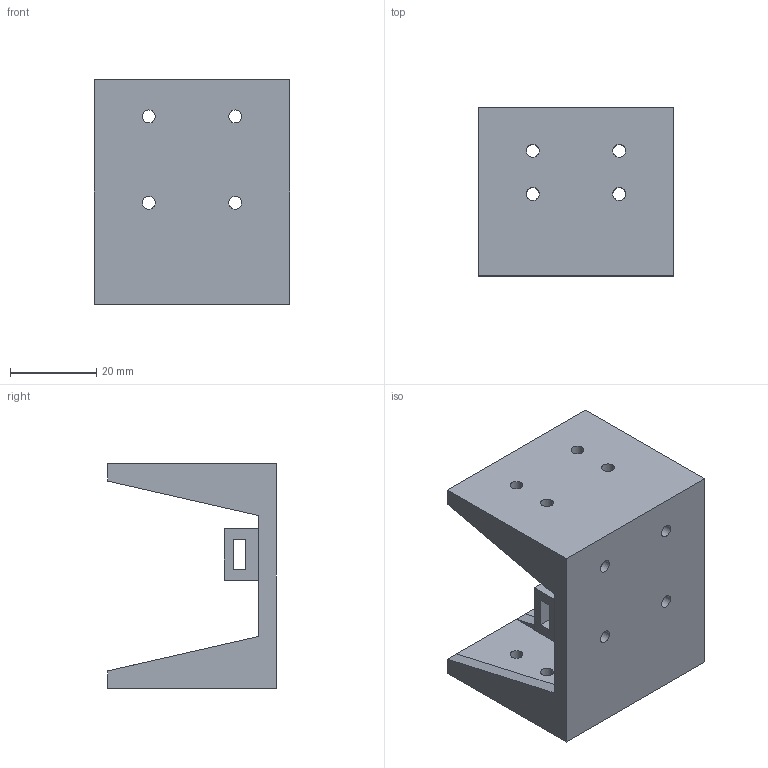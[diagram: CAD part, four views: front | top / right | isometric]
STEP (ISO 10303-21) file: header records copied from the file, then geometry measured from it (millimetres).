
FILE_DESCRIPTION(/* description */ (''),/* implementation_level */ '2;1');
FILE_NAME(/* name */ 'X Carriage.step',/* time_stamp */ '2019-08-10T08:15:06+02:00',/* author */ (''),/* organization */ (''),/* preprocessor_version */ 'ST-DEVELOPER v18',/* originating_system */ 'Autodesk Translation Framework v8.2.0.1029',/* authorisation */ '');
FILE_SCHEMA (('AUTOMOTIVE_DESIGN { 1 0 10303 214 3 1 1 }'));
Length unit declared in the file: millimetre
Products named in the file (1): X Carriage
Bounding box: 45.4 x 39 x 52 mm (x, y, z)
Volume: 25153.4 mm3; surface area: 15082 mm2
Topology: 1 solids, 1 shells, 72 faces, 188 edges, 124 vertices
Faces by surface type: plane 56, cylinder 16
Full cylindrical faces by diameter (mm): 3 x12, 5.5 x4
Entity records: 2285 total; most frequent: CARTESIAN_POINT 385, ORIENTED_EDGE 376, DIRECTION 370, EDGE_CURVE 188, LINE 152, VECTOR 152, VERTEX_POINT 124, AXIS2_PLACEMENT_3D 109
